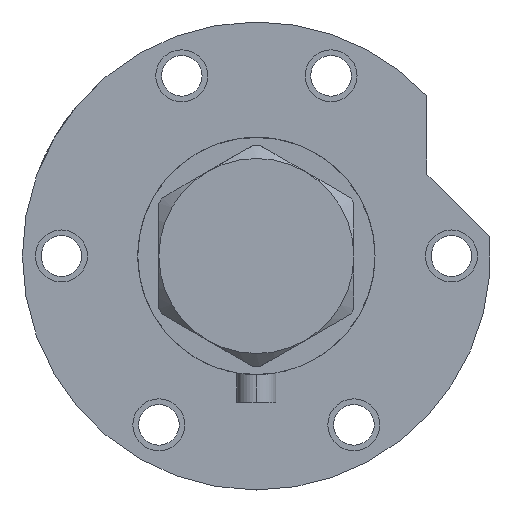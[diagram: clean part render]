
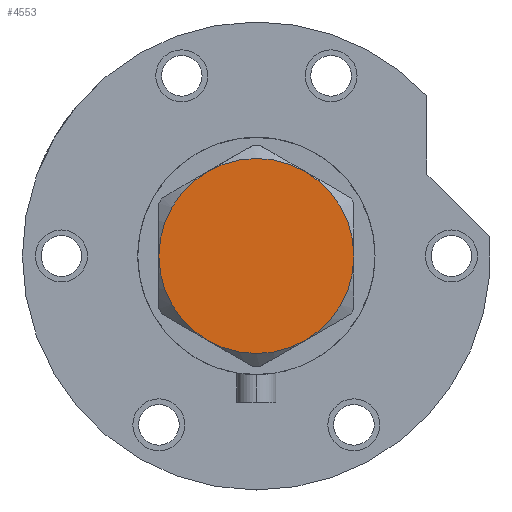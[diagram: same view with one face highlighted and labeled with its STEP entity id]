
A CAD part, left-side view. The second image highlights one B-rep face of the part: STEP entity #4553.
In plain terms, the highlighted face is planar.
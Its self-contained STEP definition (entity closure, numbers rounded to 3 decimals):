
#16 = DIRECTION ( 'NONE',  ( 0., 0., 1. ) ) ;
#164 = ORIENTED_EDGE ( 'NONE', *, *, #3174, .T. ) ;
#180 = CIRCLE ( 'NONE', #3567, 30. ) ;
#184 = VERTEX_POINT ( 'NONE', #3041 ) ;
#231 = DIRECTION ( 'NONE',  ( 1., 0., 0. ) ) ;
#242 = CARTESIAN_POINT ( 'NONE',  ( 0., 0., 14.5 ) ) ;
#452 = DIRECTION ( 'NONE',  ( 0., 0., 1. ) ) ;
#556 = PLANE ( 'NONE',  #4093 ) ;
#580 = CARTESIAN_POINT ( 'NONE',  ( 0., 0., 14.5 ) ) ;
#608 = DIRECTION ( 'NONE',  ( 0., 0., 1. ) ) ;
#970 = DIRECTION ( 'NONE',  ( 1., 0., 0. ) ) ;
#1090 = CIRCLE ( 'NONE', #2175, 30. ) ;
#1295 = CIRCLE ( 'NONE', #4495, 30. ) ;
#1383 = AXIS2_PLACEMENT_3D ( 'NONE', #5189, #5734, #970 ) ;
#1461 = CARTESIAN_POINT ( 'NONE',  ( -30., 0., 14.5 ) ) ;
#1516 = VERTEX_POINT ( 'NONE', #1461 ) ;
#1517 = DIRECTION ( 'NONE',  ( 1., 0., 0. ) ) ;
#1525 = CARTESIAN_POINT ( 'NONE',  ( -15., 25.981, 14.5 ) ) ;
#1556 = ORIENTED_EDGE ( 'NONE', *, *, #3241, .T. ) ;
#1784 = ORIENTED_EDGE ( 'NONE', *, *, #3544, .T. ) ;
#1967 = FACE_OUTER_BOUND ( 'NONE', #3863, .T. ) ;
#2067 = CIRCLE ( 'NONE', #3883, 30. ) ;
#2168 = CIRCLE ( 'NONE', #1383, 30. ) ;
#2175 = AXIS2_PLACEMENT_3D ( 'NONE', #5179, #16, #4781 ) ;
#2226 = CARTESIAN_POINT ( 'NONE',  ( 0., 0., 14.5 ) ) ;
#2259 = DIRECTION ( 'NONE',  ( 0., 0., 1. ) ) ;
#2498 = VERTEX_POINT ( 'NONE', #4899 ) ;
#2641 = EDGE_CURVE ( 'NONE', #1516, #184, #180, .T. ) ;
#2702 = VERTEX_POINT ( 'NONE', #6082 ) ;
#2891 = AXIS2_PLACEMENT_3D ( 'NONE', #4014, #608, #231 ) ;
#2909 = EDGE_CURVE ( 'NONE', #184, #2498, #3465, .T. ) ;
#3041 = CARTESIAN_POINT ( 'NONE',  ( -15., -25.981, 14.5 ) ) ;
#3055 = DIRECTION ( 'NONE',  ( 0., 0., 1. ) ) ;
#3174 = EDGE_CURVE ( 'NONE', #2702, #5418, #2168, .T. ) ;
#3241 = EDGE_CURVE ( 'NONE', #5067, #2702, #2067, .T. ) ;
#3465 = CIRCLE ( 'NONE', #2891, 30. ) ;
#3544 = EDGE_CURVE ( 'NONE', #2498, #5067, #1090, .T. ) ;
#3567 = AXIS2_PLACEMENT_3D ( 'NONE', #242, #3055, #4954 ) ;
#3613 = DIRECTION ( 'NONE',  ( 1., 0., 0. ) ) ;
#3863 = EDGE_LOOP ( 'NONE', ( #1784, #1556, #164, #4859, #5589, #5729 ) ) ;
#3883 = AXIS2_PLACEMENT_3D ( 'NONE', #4727, #452, #4256 ) ;
#3954 = DIRECTION ( 'NONE',  ( 0., 0., 1. ) ) ;
#4014 = CARTESIAN_POINT ( 'NONE',  ( 0., 0., 14.5 ) ) ;
#4093 = AXIS2_PLACEMENT_3D ( 'NONE', #580, #3954, #1517 ) ;
#4256 = DIRECTION ( 'NONE',  ( 1., 0., 0. ) ) ;
#4495 = AXIS2_PLACEMENT_3D ( 'NONE', #2226, #2259, #3613 ) ;
#4553 = ADVANCED_FACE ( 'NONE', ( #1967 ), #556, .T. ) ;
#4727 = CARTESIAN_POINT ( 'NONE',  ( 0., 0., 14.5 ) ) ;
#4781 = DIRECTION ( 'NONE',  ( 1., 0., 0. ) ) ;
#4859 = ORIENTED_EDGE ( 'NONE', *, *, #5115, .T. ) ;
#4899 = CARTESIAN_POINT ( 'NONE',  ( 15., -25.981, 14.5 ) ) ;
#4954 = DIRECTION ( 'NONE',  ( 1., 0., 0. ) ) ;
#5067 = VERTEX_POINT ( 'NONE', #5814 ) ;
#5115 = EDGE_CURVE ( 'NONE', #5418, #1516, #1295, .T. ) ;
#5179 = CARTESIAN_POINT ( 'NONE',  ( 0., 0., 14.5 ) ) ;
#5189 = CARTESIAN_POINT ( 'NONE',  ( 0., 0., 14.5 ) ) ;
#5418 = VERTEX_POINT ( 'NONE', #1525 ) ;
#5589 = ORIENTED_EDGE ( 'NONE', *, *, #2641, .T. ) ;
#5729 = ORIENTED_EDGE ( 'NONE', *, *, #2909, .T. ) ;
#5734 = DIRECTION ( 'NONE',  ( 0., 0., 1. ) ) ;
#5814 = CARTESIAN_POINT ( 'NONE',  ( 30., 0., 14.5 ) ) ;
#6082 = CARTESIAN_POINT ( 'NONE',  ( 15., 25.981, 14.5 ) ) ;
